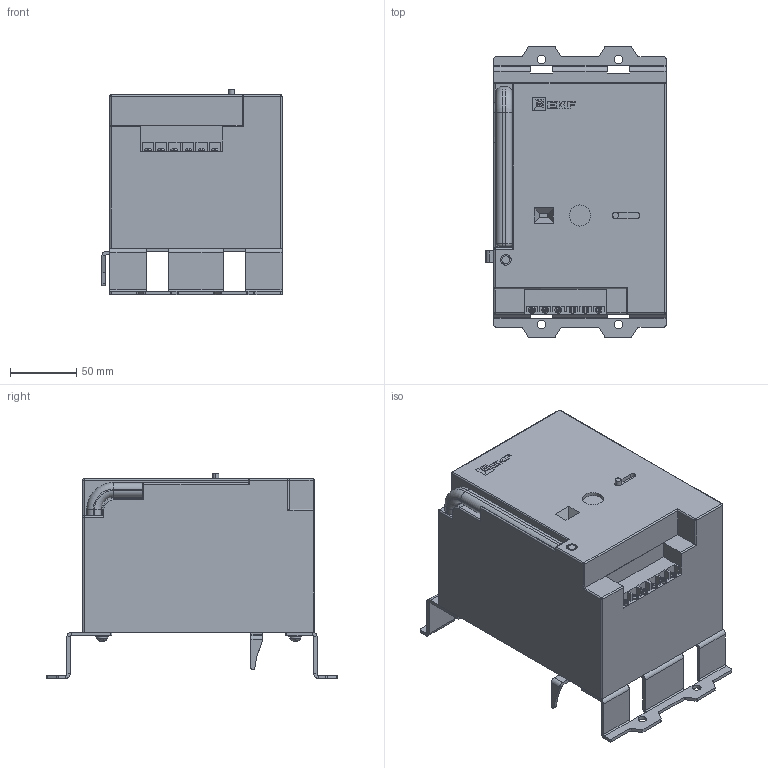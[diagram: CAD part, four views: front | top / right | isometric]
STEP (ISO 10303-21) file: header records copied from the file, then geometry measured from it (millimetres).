
FILE_DESCRIPTION (( 'STEP AP214' ), '1' );
FILE_NAME ('mmcb99m-a-146 Ìîòîðíûé ïðèâîä ê ÂÀ-99Ì_630.STEP', '2020-02-18T10:13:49', ( '' ), ( '' ), 'SwSTEP 2.0', 'SolidWorks 2019', '' );
FILE_SCHEMA (( 'AUTOMOTIVE_DESIGN' ));
Length unit declared in the file: millimetre
Products named in the file (8): ﾘ琺矜 01.019 ﾃﾎﾑﾒ11371-78_5; 襟俶.745412.006 扰鍙欙樥燲01; Ìîòîðíûé ïðèâîä ê ÂÀ-99Ì_630; Ãàéêà ÃÎÑÒ 5915-70_5.6G.5; Âèíò Ì5 ÃÎÑÒ17473-78_5å16; ﾘ琺矜 65ﾃ 019 ﾃﾎﾑﾒ 6402-70_5; mmcb99m-a-146 Ìîòîðíûé ïðèâîä ê ÂÀ-99Ì_630; 襟俶.745412.006 扰鍙欙樥燲00
Assembly tree (23 placements, depth 2):
  mmcb99m-a-146 Ìîòîðíûé ïðèâîä ê ÂÀ-99Ì_630
    Ìîòîðíûé ïðèâîä ê ÂÀ-99Ì_630
    襟俶.745412.006 扰鍙欙樥燲01
    襟俶.745412.006 扰鍙欙樥燲00
    Âèíò Ì5 ÃÎÑÒ17473-78_5å16  x4
    ﾘ琺矜 01.019 ﾃﾎﾑﾒ11371-78_5  x8
    ﾘ琺矜 65ﾃ 019 ﾃﾎﾑﾒ 6402-70_5  x4
    Ãàéêà ÃÎÑÒ 5915-70_5.6G.5  x4
Bounding box: 136 x 220 x 155 mm (x, y, z)
Volume: 2571310.8 mm3; surface area: 171195.3 mm2
Topology: 23 solids, 23 shells, 660 faces, 1662 edges, 1064 vertices
Faces by surface type: plane 371, cylinder 209, cone 40, torus 24, sphere 16
Entity records: 16435 total; most frequent: CARTESIAN_POINT 3218, DIRECTION 2645, ORIENTED_EDGE 2624, EDGE_CURVE 1312, AXIS2_PLACEMENT_3D 897, LINE 851, VECTOR 851, VERTEX_POINT 846
